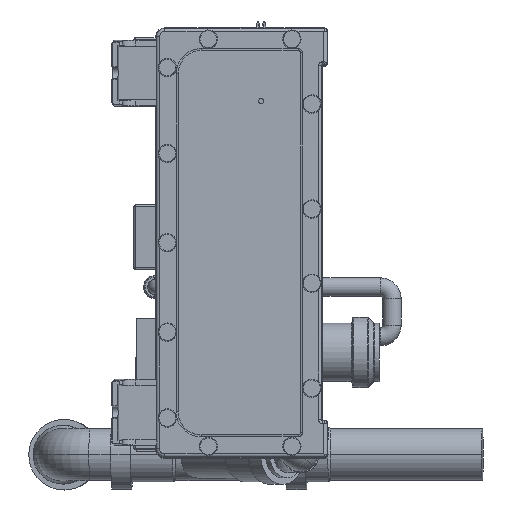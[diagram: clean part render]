
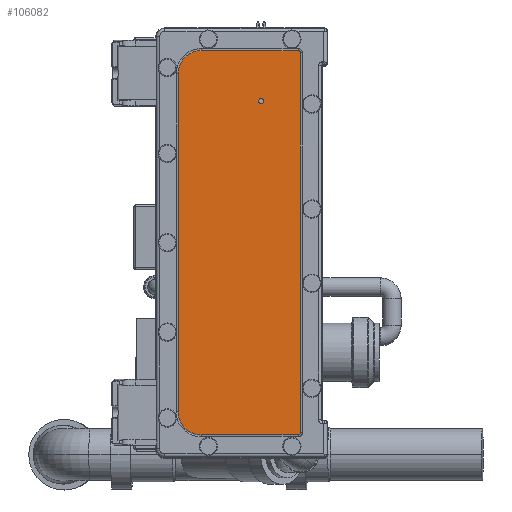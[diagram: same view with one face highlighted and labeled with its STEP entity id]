
A CAD part, top view. The second image highlights one B-rep face of the part: STEP entity #106082.
In plain terms, the highlighted planar face has unit normal (0, 0, 1).
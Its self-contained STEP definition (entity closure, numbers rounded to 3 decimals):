
#34427=CARTESIAN_POINT('',(106.3,145.6,458.));
#34428=DIRECTION('',(0.,0.,1.));
#34429=DIRECTION('',(1.,0.,0.));
#34430=AXIS2_PLACEMENT_3D('',#34427,#34428,#34429);
#34432=CARTESIAN_POINT('',(106.3,-145.6,458.));
#34433=DIRECTION('',(0.,0.,1.));
#34434=DIRECTION('',(0.,-1.,0.));
#34435=AXIS2_PLACEMENT_3D('',#34432,#34433,#34434);
#34437=DIRECTION('',(1.,0.,0.));
#34438=VECTOR('',#34437,74.3);
#34439=CARTESIAN_POINT('',(32.,-147.25,458.));
#34440=LINE('',#34439,#34438);
#34441=CARTESIAN_POINT('',(32.,-129.6,458.));
#34442=DIRECTION('',(0.,0.,1.));
#34443=DIRECTION('',(-1.,0.,0.));
#34444=AXIS2_PLACEMENT_3D('',#34441,#34442,#34443);
#34446=CARTESIAN_POINT('',(32.,129.6,458.));
#34447=DIRECTION('',(0.,0.,1.));
#34448=DIRECTION('',(0.,1.,0.));
#34449=AXIS2_PLACEMENT_3D('',#34446,#34447,#34448);
#34451=DIRECTION('',(-1.,0.,0.));
#34452=VECTOR('',#34451,74.3);
#34453=CARTESIAN_POINT('',(106.3,147.25,458.));
#34454=LINE('',#34453,#34452);
#34455=CARTESIAN_POINT('',(78.,108.5,458.));
#34456=DIRECTION('',(0.,0.,1.));
#34457=DIRECTION('',(0.,-1.,0.));
#34458=AXIS2_PLACEMENT_3D('',#34455,#34456,#34457);
#34460=CARTESIAN_POINT('',(78.,108.5,458.));
#34461=DIRECTION('',(0.,0.,1.));
#34462=DIRECTION('',(0.,1.,0.));
#34463=AXIS2_PLACEMENT_3D('',#34460,#34461,#34462);
#34465=DIRECTION('',(0.,1.,0.));
#34466=VECTOR('',#34465,291.2);
#34467=CARTESIAN_POINT('',(107.95,-145.6,458.));
#34468=LINE('',#34467,#34466);
#34498=DIRECTION('',(0.,-1.,0.));
#34499=VECTOR('',#34498,259.2);
#34500=CARTESIAN_POINT('',(14.35,129.6,458.));
#34501=LINE('',#34500,#34499);
#36249=CARTESIAN_POINT('',(107.95,145.6,458.));
#36250=CARTESIAN_POINT('',(106.3,147.25,458.));
#36251=VERTEX_POINT('',#36249);
#36252=VERTEX_POINT('',#36250);
#36259=CARTESIAN_POINT('',(32.,147.25,458.));
#36260=VERTEX_POINT('',#36259);
#36261=CARTESIAN_POINT('',(14.35,129.6,458.));
#36262=VERTEX_POINT('',#36261);
#36279=CARTESIAN_POINT('',(14.35,-129.6,458.));
#36280=CARTESIAN_POINT('',(32.,-147.25,458.));
#36281=VERTEX_POINT('',#36279);
#36282=VERTEX_POINT('',#36280);
#36287=CARTESIAN_POINT('',(106.3,-147.25,458.));
#36288=VERTEX_POINT('',#36287);
#36289=CARTESIAN_POINT('',(107.95,-145.6,458.));
#36290=VERTEX_POINT('',#36289);
#36359=CARTESIAN_POINT('',(78.,106.5,458.));
#36360=CARTESIAN_POINT('',(78.,110.5,458.));
#36361=VERTEX_POINT('',#36359);
#36362=VERTEX_POINT('',#36360);
#106054=CARTESIAN_POINT('',(-2.2,0.,458.));
#106055=DIRECTION('',(0.,0.,1.));
#106056=DIRECTION('',(0.,-1.,0.));
#106057=AXIS2_PLACEMENT_3D('',#106054,#106055,#106056);
#106058=PLANE('',#106057);
#106059=ORIENTED_EDGE('',*,*,#106037,.F.);
#106061=ORIENTED_EDGE('',*,*,#106060,.F.);
#106063=ORIENTED_EDGE('',*,*,#106062,.F.);
#106065=ORIENTED_EDGE('',*,*,#106064,.F.);
#106067=ORIENTED_EDGE('',*,*,#106066,.F.);
#106069=ORIENTED_EDGE('',*,*,#106068,.F.);
#106071=ORIENTED_EDGE('',*,*,#106070,.F.);
#106073=ORIENTED_EDGE('',*,*,#106072,.F.);
#106074=EDGE_LOOP('',(#106059,#106061,#106063,#106065,#106067,#106069,#106071,
#106073));
#106075=FACE_OUTER_BOUND('',#106074,.F.);
#106077=ORIENTED_EDGE('',*,*,#106076,.T.);
#106079=ORIENTED_EDGE('',*,*,#106078,.T.);
#106080=EDGE_LOOP('',(#106077,#106079));
#106081=FACE_BOUND('',#106080,.F.);
#34431=CIRCLE('',#34430,1.65);
#34436=CIRCLE('',#34435,1.65);
#34445=CIRCLE('',#34444,17.65);
#34450=CIRCLE('',#34449,17.65);
#34459=CIRCLE('',#34458,2.);
#34464=CIRCLE('',#34463,2.);
#106037=EDGE_CURVE('',#36251,#36252,#34431,.T.);
#106060=EDGE_CURVE('',#36290,#36251,#34468,.T.);
#106062=EDGE_CURVE('',#36288,#36290,#34436,.T.);
#106064=EDGE_CURVE('',#36282,#36288,#34440,.T.);
#106066=EDGE_CURVE('',#36281,#36282,#34445,.T.);
#106068=EDGE_CURVE('',#36262,#36281,#34501,.T.);
#106070=EDGE_CURVE('',#36260,#36262,#34450,.T.);
#106072=EDGE_CURVE('',#36252,#36260,#34454,.T.);
#106076=EDGE_CURVE('',#36361,#36362,#34459,.T.);
#106078=EDGE_CURVE('',#36362,#36361,#34464,.T.);
#106082=ADVANCED_FACE('',(#106075,#106081),#106058,.T.);
